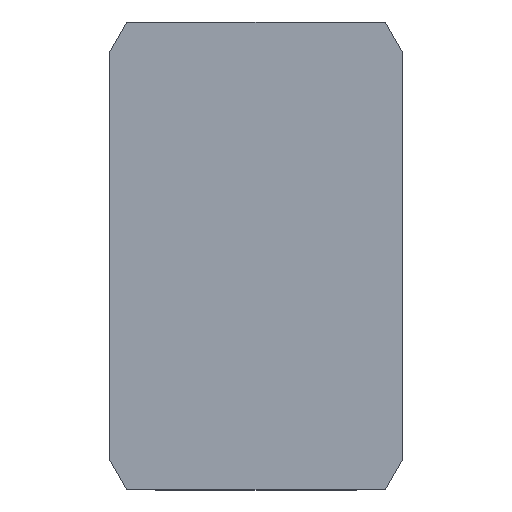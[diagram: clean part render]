
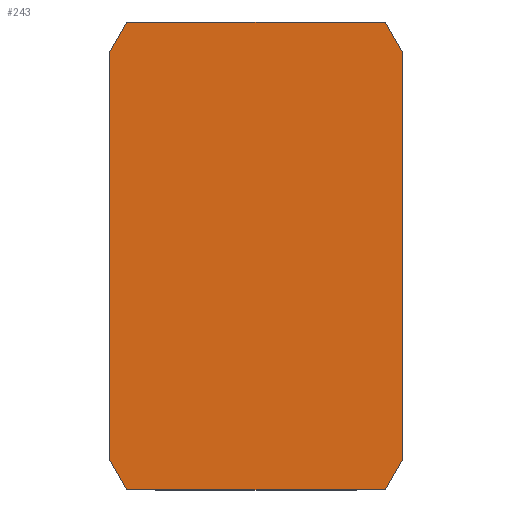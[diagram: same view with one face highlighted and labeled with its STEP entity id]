
A CAD part, top view. The second image highlights one B-rep face of the part: STEP entity #243.
In plain terms, the highlighted planar face has unit normal (0, 0, 1).
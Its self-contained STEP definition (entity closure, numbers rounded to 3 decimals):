
#125=EDGE_CURVE('',#145,#127,#339,.T.);
#127=VERTEX_POINT('',#341);
#135=EDGE_CURVE('',#127,#143,#351,.T.);
#141=EDGE_CURVE('',#171,#145,#358,.T.);
#143=VERTEX_POINT('',#360);
#145=VERTEX_POINT('',#362);
#169=EDGE_CURVE('',#199,#171,#387,.T.);
#171=VERTEX_POINT('',#389);
#187=EDGE_CURVE('',#231,#199,#407,.T.);
#199=VERTEX_POINT('',#419);
#231=VERTEX_POINT('',#454);
#233=EDGE_CURVE('',#279,#231,#456,.T.);
#243=ADVANCED_FACE('',(#467),#468,.T.);
#275=EDGE_CURVE('',#313,#279,#503,.T.);
#279=VERTEX_POINT('',#507);
#309=EDGE_CURVE('',#143,#313,#540,.T.);
#313=VERTEX_POINT('',#545);
#339=LINE('',#561,#562);
#341=CARTESIAN_POINT('',(10.0,-14.0,5.5));
#351=LINE('',#577,#578);
#358=LINE('',#588,#589);
#360=CARTESIAN_POINT('',(8.845,-16.,5.5));
#362=CARTESIAN_POINT('',(10.0,14.0,5.5));
#387=LINE('',#631,#632);
#389=CARTESIAN_POINT('',(8.845,16.0,5.5));
#407=LINE('',#663,#664);
#419=CARTESIAN_POINT('',(-8.845,16.0,5.5));
#454=CARTESIAN_POINT('',(-10.0,14.0,5.5));
#456=LINE('',#734,#735);
#467=FACE_OUTER_BOUND('',#750,.T.);
#468=PLANE('',#751);
#503=LINE('',#803,#804);
#507=CARTESIAN_POINT('',(-10.0,-14.,5.5));
#540=LINE('',#854,#855);
#545=CARTESIAN_POINT('',(-8.845,-16.,5.5));
#561=CARTESIAN_POINT('',(10.0,-14.0,5.5));
#562=VECTOR('',#871,1.0);
#577=CARTESIAN_POINT('',(8.845,-16.,5.5));
#578=VECTOR('',#889,1.0);
#588=CARTESIAN_POINT('',(10.0,14.0,5.5));
#589=VECTOR('',#899,1.0);
#631=CARTESIAN_POINT('',(8.845,16.0,5.5));
#632=VECTOR('',#918,1.0);
#663=CARTESIAN_POINT('',(-8.845,16.0,5.5));
#664=VECTOR('',#944,1.0);
#734=CARTESIAN_POINT('',(-10.0,14.0,5.5));
#735=VECTOR('',#983,1.0);
#750=EDGE_LOOP('',(#995,#996,#997,#998,#999,#1000,#1001,#1002));
#751=AXIS2_PLACEMENT_3D('',#1003,#1004,#1005);
#803=CARTESIAN_POINT('',(-10.0,-14.,5.5));
#804=VECTOR('',#1042,1.0);
#854=CARTESIAN_POINT('',(-8.845,-16.,5.5));
#855=VECTOR('',#1077,1.0);
#871=DIRECTION('',(0.0,-1.0,0.0));
#889=DIRECTION('',(-0.5,-0.866,0.0));
#899=DIRECTION('',(0.5,-0.866,0.0));
#918=DIRECTION('',(1.0,0.0,0.0));
#944=DIRECTION('',(0.5,0.866,0.0));
#983=DIRECTION('',(0.0,1.0,0.0));
#995=ORIENTED_EDGE('',*,*,#135,.F.);
#996=ORIENTED_EDGE('',*,*,#125,.F.);
#997=ORIENTED_EDGE('',*,*,#141,.F.);
#998=ORIENTED_EDGE('',*,*,#169,.F.);
#999=ORIENTED_EDGE('',*,*,#187,.F.);
#1000=ORIENTED_EDGE('',*,*,#233,.F.);
#1001=ORIENTED_EDGE('',*,*,#275,.F.);
#1002=ORIENTED_EDGE('',*,*,#309,.F.);
#1003=CARTESIAN_POINT('',(0.,0.,5.5));
#1004=DIRECTION('',(0.0,0.0,1.0));
#1005=DIRECTION('',(1.0,0.0,0.0));
#1042=DIRECTION('',(-0.5,0.866,0.0));
#1077=DIRECTION('',(-1.0,0.0,0.0));
